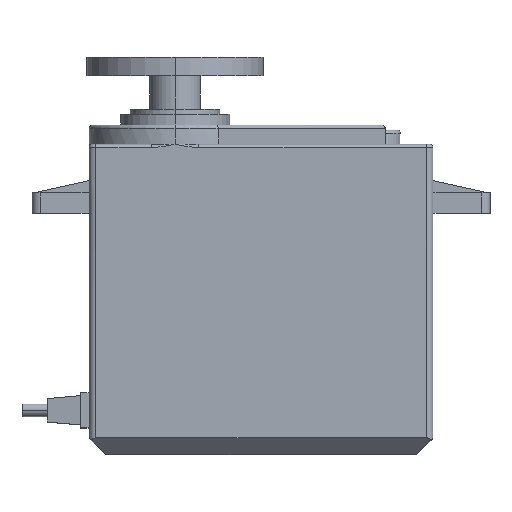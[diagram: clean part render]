
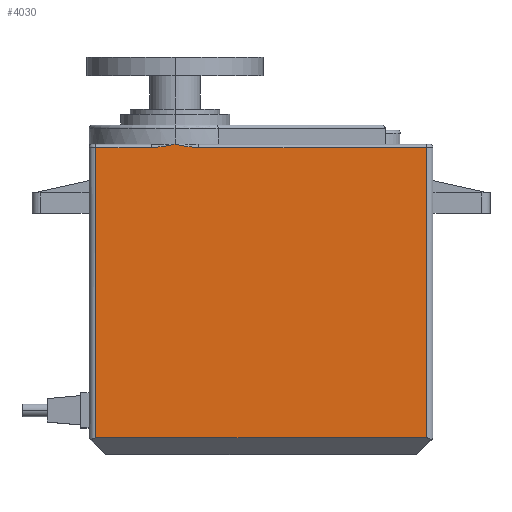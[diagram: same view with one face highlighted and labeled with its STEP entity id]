
A CAD part, top view. The second image highlights one B-rep face of the part: STEP entity #4030.
In plain terms, the highlighted planar face has unit normal (0, 0, 1).
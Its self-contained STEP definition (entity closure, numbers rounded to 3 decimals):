
#1724=VERTEX_POINT('',#1725);
#1725=CARTESIAN_POINT('',(-19.7,36.6,10.25));
#1732=EDGE_CURVE('',#1724,#1733,#1735,.F.);
#1733=VERTEX_POINT('',#1734);
#1734=CARTESIAN_POINT('',(-13.085,36.6,10.25));
#1735=LINE('',#1736,#1737);
#1736=CARTESIAN_POINT('',(-20.5,36.6,10.25));
#1737=VECTOR('',#1738,1.0);
#1738=DIRECTION('',(-1.0,0.0,0.0));
#1763=EDGE_CURVE('',#1733,#1764,#1766,.F.);
#1764=VERTEX_POINT('',#1765);
#1765=CARTESIAN_POINT('',(-10.25,37.0,10.25));
#1766=B_SPLINE_CURVE_WITH_KNOTS('',3,(#1767,#1768,#1769,#1770,#1771,#1772),.UNSPECIFIED.,.F.,.U.,(4,2,4),(0.,0.001,0.003),.UNSPECIFIED.);
#1767=CARTESIAN_POINT('',(-10.25,37.0,10.25));
#1768=CARTESIAN_POINT('',(-10.718,36.906,10.25));
#1769=CARTESIAN_POINT('',(-11.187,36.811,10.25));
#1770=CARTESIAN_POINT('',(-12.131,36.66,10.25));
#1771=CARTESIAN_POINT('',(-12.607,36.6,10.25));
#1772=CARTESIAN_POINT('',(-13.085,36.6,10.25));
#1930=VERTEX_POINT('',#1931);
#1931=CARTESIAN_POINT('',(19.7,36.6,10.25));
#2006=VERTEX_POINT('',#2007);
#2007=CARTESIAN_POINT('',(-7.415,36.6,10.25));
#2014=EDGE_CURVE('',#2006,#1930,#2015,.F.);
#2015=LINE('',#2016,#2017);
#2016=CARTESIAN_POINT('',(-20.5,36.6,10.25));
#2017=VECTOR('',#2018,1.0);
#2018=DIRECTION('',(-1.0,0.0,0.0));
#2079=EDGE_CURVE('',#1764,#2006,#2080,.F.);
#2080=B_SPLINE_CURVE_WITH_KNOTS('',3,(#2081,#2082,#2083,#2084,#2085,#2086),.UNSPECIFIED.,.F.,.U.,(4,2,4),(0.0,0.001,0.003),.UNSPECIFIED.);
#2081=CARTESIAN_POINT('',(-7.415,36.6,10.25));
#2082=CARTESIAN_POINT('',(-7.893,36.6,10.25));
#2083=CARTESIAN_POINT('',(-8.369,36.66,10.25));
#2084=CARTESIAN_POINT('',(-9.313,36.811,10.25));
#2085=CARTESIAN_POINT('',(-9.781,36.906,10.25));
#2086=CARTESIAN_POINT('',(-10.25,37.0,10.25));
#3386=EDGE_CURVE('',#1930,#3387,#3389,.F.);
#3387=VERTEX_POINT('',#3388);
#3388=CARTESIAN_POINT('',(19.7,2.0,10.25));
#3389=LINE('',#3390,#3391);
#3390=CARTESIAN_POINT('',(19.7,37.0,10.25));
#3391=VECTOR('',#3392,1.0);
#3392=DIRECTION('',(0.0,1.0,0.0));
#3459=EDGE_CURVE('',#3460,#1724,#3462,.F.);
#3460=VERTEX_POINT('',#3461);
#3461=CARTESIAN_POINT('',(-19.7,2.0,10.25));
#3462=LINE('',#3463,#3464);
#3463=CARTESIAN_POINT('',(-19.7,37.0,10.25));
#3464=VECTOR('',#3465,1.0);
#3465=DIRECTION('',(0.0,-1.0,0.0));
#3579=EDGE_CURVE('',#3387,#3460,#3580,.F.);
#3580=LINE('',#3581,#3582);
#3581=CARTESIAN_POINT('',(20.5,2.0,10.25));
#3582=VECTOR('',#3583,1.0);
#3583=DIRECTION('',(1.0,0.0,0.0));
#4030=ADVANCED_FACE('NONE',(#4031),#4040,.F.);
#4031=FACE_BOUND('',#4032,.T.);
#4032=EDGE_LOOP('',(#4033,#4034,#4035,#4036,#4037,#4038,#4039));
#4033=ORIENTED_EDGE('',*,*,#3386,.F.);
#4034=ORIENTED_EDGE('',*,*,#2014,.F.);
#4035=ORIENTED_EDGE('',*,*,#2079,.F.);
#4036=ORIENTED_EDGE('',*,*,#1763,.F.);
#4037=ORIENTED_EDGE('',*,*,#1732,.F.);
#4038=ORIENTED_EDGE('',*,*,#3459,.F.);
#4039=ORIENTED_EDGE('',*,*,#3579,.F.);
#4040=PLANE('',#4041);
#4041=AXIS2_PLACEMENT_3D('',#4042,#4043,#4044);
#4042=CARTESIAN_POINT('',(-20.5,37.0,10.25));
#4043=DIRECTION('',(0.0,0.0,-1.0));
#4044=DIRECTION('',(0.0,-1.0,0.0));
